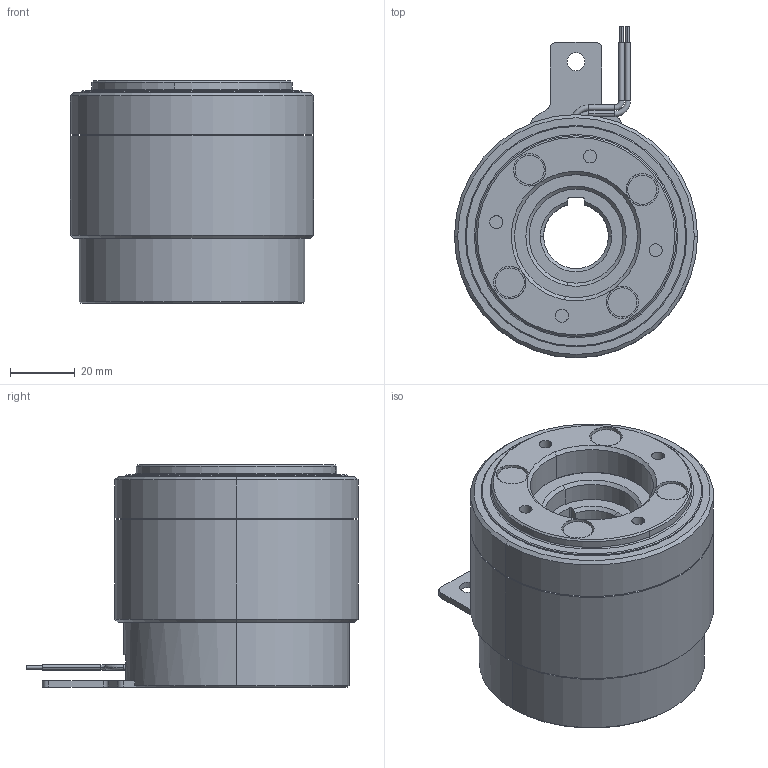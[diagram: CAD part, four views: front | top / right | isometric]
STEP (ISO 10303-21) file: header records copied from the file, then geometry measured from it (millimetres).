
FILE_DESCRIPTION (( 'STEP AP203' ), '1' );
FILE_NAME ('MZS 2.5D_23596400.STEP', '2020-03-23T23:16:22', ( '' ), ( '' ), 'SwSTEP 2.0', 'SolidWorks 2018', '' );
FILE_SCHEMA (( 'CONFIG_CONTROL_DESIGN' ));
Length unit declared in the file: millimetre
Products named in the file (1): MZS 2.5D_23596400
Bounding box: 75.1 x 102.55 x 68.65 mm (x, y, z)
Volume: 246992.9 mm3; surface area: 34541.5 mm2
Topology: 1 solids, 1 shells, 240 faces, 574 edges, 358 vertices
Faces by surface type: cylinder 120, plane 74, cone 32, torus 14
Entity records: 7109 total; most frequent: DIRECTION 1372, CARTESIAN_POINT 1196, ORIENTED_EDGE 1140, EDGE_CURVE 570, AXIS2_PLACEMENT_3D 570, VERTEX_POINT 358, CIRCLE 329, EDGE_LOOP 270
